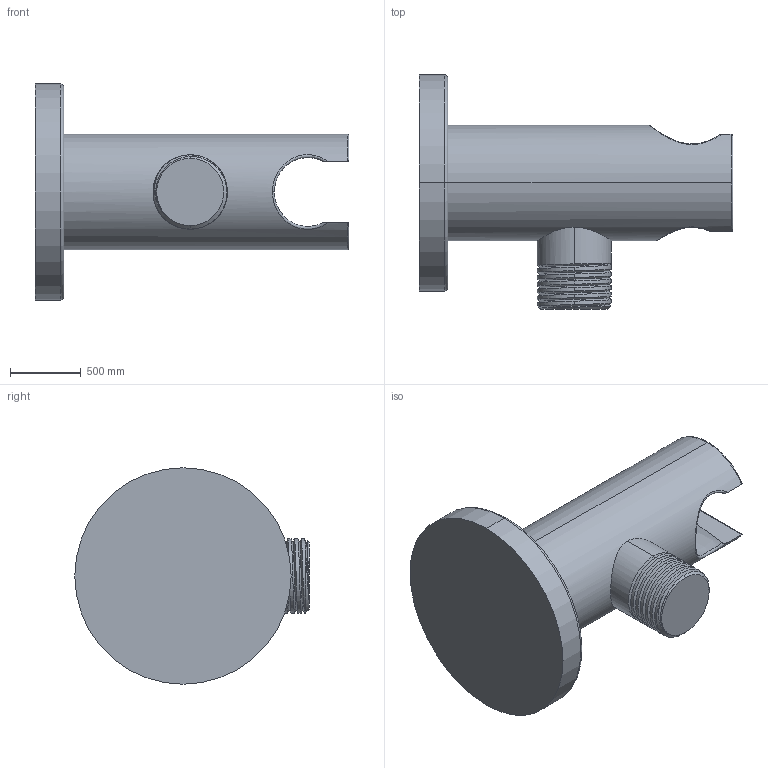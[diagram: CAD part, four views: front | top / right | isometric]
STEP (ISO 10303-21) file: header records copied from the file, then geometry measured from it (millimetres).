
FILE_DESCRIPTION((''),'2;1');
FILE_NAME('IXELBOW-WS','2018-07-30T',('MQ'),(''),'PRO/ENGINEER BY PARAMETRIC TECHNOLOGY CORPORATION, 2012130','PRO/ENGINEER BY PARAMETRIC TECHNOLOGY CORPORATION, 2012130','');
FILE_SCHEMA(('CONFIG_CONTROL_DESIGN'));
Length unit declared in the file: inch
Products named in the file (1): IXELBOW-WS
Bounding box: 2209.8 x 1651 x 1524 mm (x, y, z)
Volume: 1329471587.7 mm3; surface area: 10864254 mm2
Topology: 1 solids, 1 shells, 45 faces, 114 edges, 73 vertices
Faces by surface type: cylinder 19, bspline 12, plane 7, torus 4, cone 3
Entity records: 3149 total; most frequent: CARTESIAN_POINT 2161, ORIENTED_EDGE 228, DIRECTION 143, EDGE_CURVE 114, VERTEX_POINT 73, B_SPLINE_CURVE_WITH_KNOTS 59, AXIS2_PLACEMENT_3D 55, EDGE_LOOP 47
